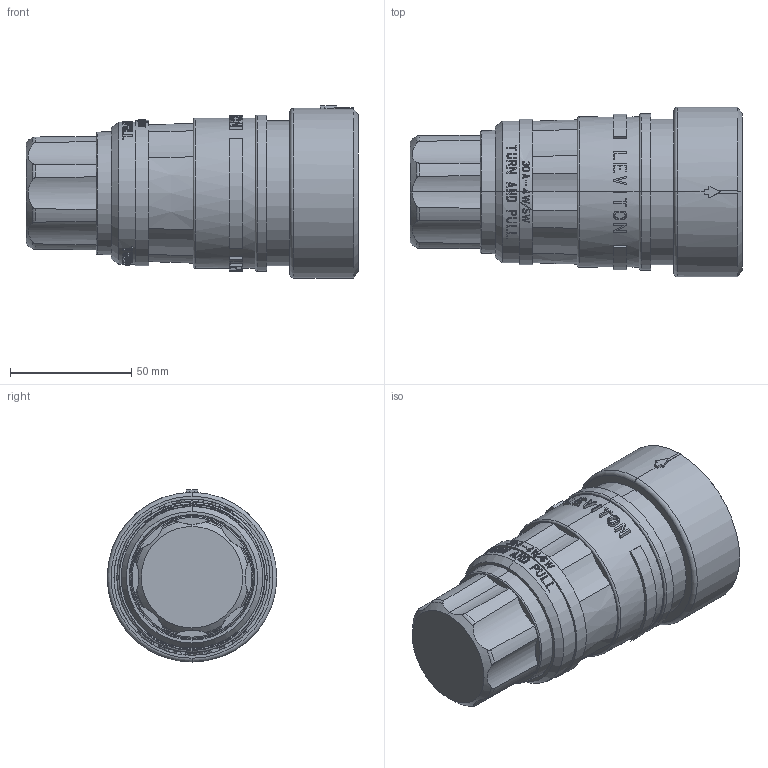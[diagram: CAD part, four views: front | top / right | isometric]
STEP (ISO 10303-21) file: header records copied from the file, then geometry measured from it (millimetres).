
FILE_DESCRIPTION (( 'STEP AP214' ), '1' );
FILE_NAME ('CATSTD-29W74-00X-M01.STEP', '2022-06-16T14:24:03', ( '' ), ( '' ), 'SwSTEP 2.0', 'SolidWorks 2020', '' );
FILE_SCHEMA (( 'AUTOMOTIVE_DESIGN' ));
Length unit declared in the file: inch
Products named in the file (1): CATSTD-29W74-00X-M01
Bounding box: 136.73 x 69.85 x 70.87 mm (x, y, z)
Volume: 322844.9 mm3; surface area: 44641.2 mm2
Topology: 1 solids, 2 shells, 1081 faces, 2849 edges, 1885 vertices
Faces by surface type: plane 702, cylinder 321, cone 38, torus 20
Entity records: 51455 total; most frequent: CARTESIAN_POINT 10903, ORIENTED_EDGE 5698, DIRECTION 5322, EDGE_CURVE 2849, VERTEX_POINT 1885, AXIS2_PLACEMENT_3D 1824, VECTOR 1674, LINE 1674
